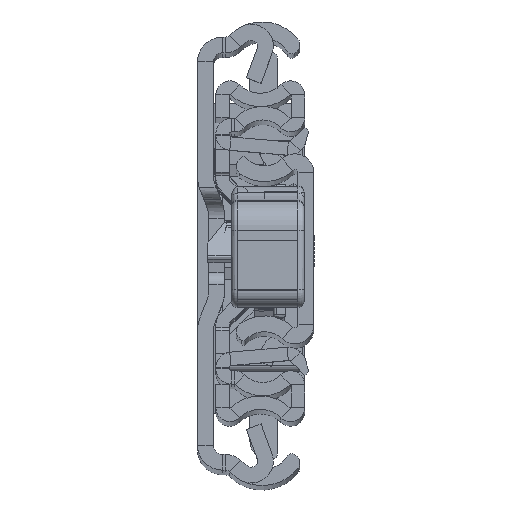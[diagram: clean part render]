
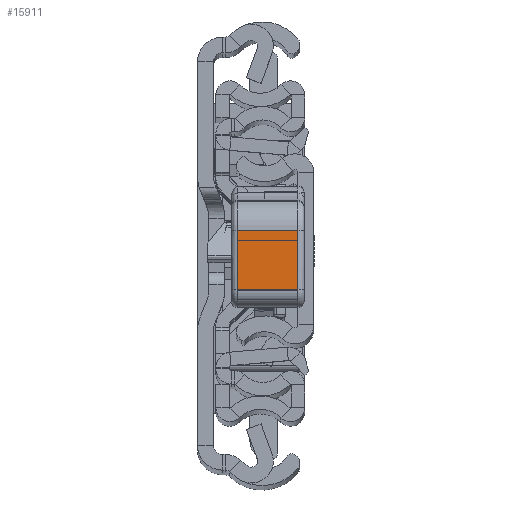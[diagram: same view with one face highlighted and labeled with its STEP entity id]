
A CAD part, top view. The second image highlights one B-rep face of the part: STEP entity #15911.
In plain terms, the highlighted face is planar.
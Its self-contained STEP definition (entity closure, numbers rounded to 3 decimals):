
#216 = DIRECTION ( 'NONE',  ( -1., 0.027, 0. ) ) ;
#681 = ORIENTED_EDGE ( 'NONE', *, *, #11116, .T. ) ;
#1911 = DIRECTION ( 'NONE',  ( 0., 0., -1. ) ) ;
#2460 = VERTEX_POINT ( 'NONE', #14831 ) ;
#2956 = LINE ( 'NONE', #8204, #9242 ) ;
#6591 = ORIENTED_EDGE ( 'NONE', *, *, #20005, .T. ) ;
#7267 = EDGE_LOOP ( 'NONE', ( #13084, #681, #33232, #6591 ) ) ;
#7902 = CARTESIAN_POINT ( 'NONE',  ( 39.55, -12.274, 11. ) ) ;
#8204 = CARTESIAN_POINT ( 'NONE',  ( 39.818, -2.465, 11. ) ) ;
#8614 = VERTEX_POINT ( 'NONE', #18456 ) ;
#9242 = VECTOR ( 'NONE', #32554, 1000. ) ;
#11116 = EDGE_CURVE ( 'NONE', #32106, #2460, #17052, .T. ) ;
#11200 = EDGE_CURVE ( 'NONE', #8614, #32106, #33587, .T. ) ;
#13084 = ORIENTED_EDGE ( 'NONE', *, *, #11200, .T. ) ;
#14444 = DIRECTION ( 'NONE',  ( 0.027, 1., 0. ) ) ;
#14733 = DIRECTION ( 'NONE',  ( -0.027, -1., 0. ) ) ;
#14831 = CARTESIAN_POINT ( 'NONE',  ( 39.818, -2.465, 0. ) ) ;
#15878 = PLANE ( 'NONE',  #20571 ) ;
#15911 = ADVANCED_FACE ( 'NONE', ( #28934 ), #15878, .F. ) ;
#17052 = LINE ( 'NONE', #24885, #18260 ) ;
#17566 = CARTESIAN_POINT ( 'NONE',  ( 39.55, -12.274, 11. ) ) ;
#18260 = VECTOR ( 'NONE', #14444, 1000. ) ;
#18456 = CARTESIAN_POINT ( 'NONE',  ( 39.55, -12.274, 10. ) ) ;
#20005 = EDGE_CURVE ( 'NONE', #27974, #8614, #30056, .T. ) ;
#20571 = AXIS2_PLACEMENT_3D ( 'NONE', #7902, #216, #23389 ) ;
#21625 = VECTOR ( 'NONE', #1911, 1000. ) ;
#21885 = EDGE_CURVE ( 'NONE', #2460, #27974, #2956, .T. ) ;
#22754 = CARTESIAN_POINT ( 'NONE',  ( 39.55, -12.274, 10. ) ) ;
#23389 = DIRECTION ( 'NONE',  ( -0.027, -1., 0. ) ) ;
#24885 = CARTESIAN_POINT ( 'NONE',  ( 39.55, -12.274, 0. ) ) ;
#26160 = CARTESIAN_POINT ( 'NONE',  ( 39.55, -12.274, 0. ) ) ;
#27974 = VERTEX_POINT ( 'NONE', #29401 ) ;
#28934 = FACE_OUTER_BOUND ( 'NONE', #7267, .T. ) ;
#29401 = CARTESIAN_POINT ( 'NONE',  ( 39.818, -2.465, 10. ) ) ;
#30056 = LINE ( 'NONE', #22754, #33034 ) ;
#32106 = VERTEX_POINT ( 'NONE', #26160 ) ;
#32554 = DIRECTION ( 'NONE',  ( 0., 0., 1. ) ) ;
#33034 = VECTOR ( 'NONE', #14733, 1000. ) ;
#33232 = ORIENTED_EDGE ( 'NONE', *, *, #21885, .T. ) ;
#33587 = LINE ( 'NONE', #17566, #21625 ) ;
